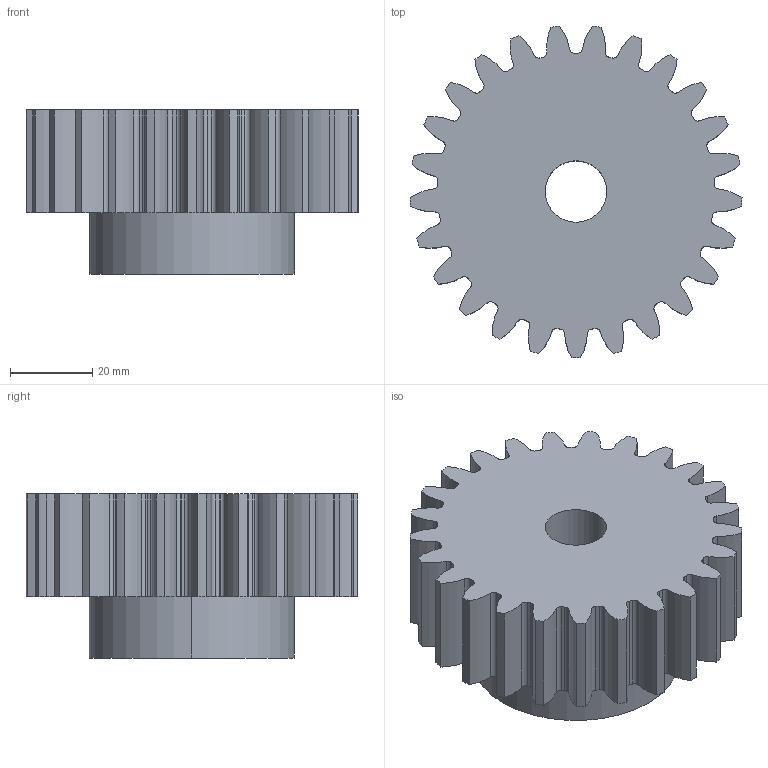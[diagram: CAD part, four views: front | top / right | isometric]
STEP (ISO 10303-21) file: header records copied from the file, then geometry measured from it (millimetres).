
FILE_DESCRIPTION (( 'STEP AP214' ), '1' );
FILE_NAME ('111-030-425.STEP', '2015-03-24T11:51:57', ( 'Admin' ), ( '' ), 'SwSTEP 2.0', 'SolidWorks 2012', '' );
FILE_SCHEMA (( 'AUTOMOTIVE_DESIGN' ));
Length unit declared in the file: millimetre
Products named in the file (1): 111-030-425
Bounding box: 80.95 x 80.8 x 40 mm (x, y, z)
Volume: 131375.7 mm3; surface area: 24225.4 mm2
Topology: 1 solids, 1 shells, 172 faces, 507 edges, 338 vertices
Faces by surface type: cylinder 169, plane 3
Entity records: 7879 total; most frequent: DIRECTION 1191, CARTESIAN_POINT 1018, ORIENTED_EDGE 1014, AXIS2_PLACEMENT_3D 511, EDGE_CURVE 507, CIRCLE 338, VERTEX_POINT 338, EDGE_LOOP 175
